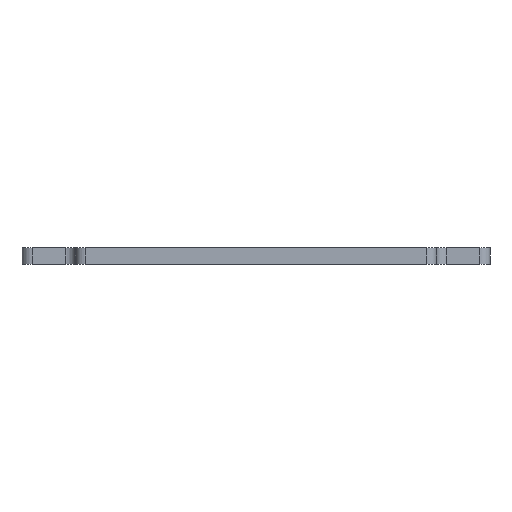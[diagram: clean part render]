
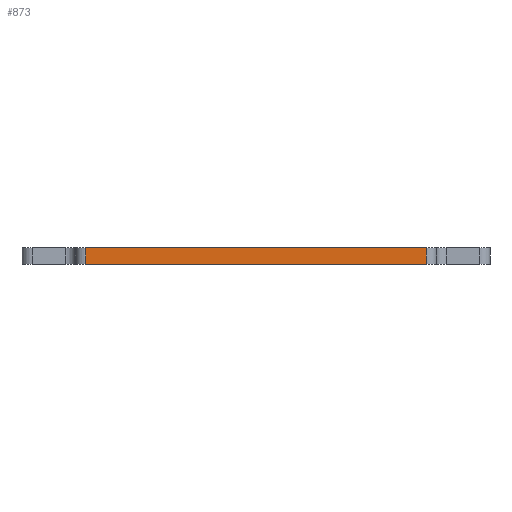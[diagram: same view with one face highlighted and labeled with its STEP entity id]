
A CAD part, front view. The second image highlights one B-rep face of the part: STEP entity #873.
In plain terms, the highlighted planar face has unit normal (0, -1, 0).
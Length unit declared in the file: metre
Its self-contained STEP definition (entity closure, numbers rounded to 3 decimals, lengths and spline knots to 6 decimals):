
#111=ORIENTED_EDGE('',*,*,#339,.T.);
#112=ORIENTED_EDGE('',*,*,#340,.T.);
#113=ORIENTED_EDGE('',*,*,#341,.F.);
#114=ORIENTED_EDGE('',*,*,#342,.T.);
#339=EDGE_CURVE('',#453,#454,#543,.T.);
#340=EDGE_CURVE('',#454,#455,#544,.F.);
#341=EDGE_CURVE('',#456,#455,#545,.T.);
#342=EDGE_CURVE('',#456,#453,#546,.T.);
#453=VERTEX_POINT('',#1325);
#454=VERTEX_POINT('',#1326);
#455=VERTEX_POINT('',#1328);
#456=VERTEX_POINT('',#1330);
#543=LINE('',#1324,#591);
#544=LINE('',#1327,#592);
#545=LINE('',#1329,#593);
#546=LINE('',#1331,#594);
#591=VECTOR('',#1050,1.);
#592=VECTOR('',#1051,1.);
#593=VECTOR('',#1052,1.);
#594=VECTOR('',#1053,1.);
#639=EDGE_LOOP('',(#111,#112,#113,#114));
#749=FACE_BOUND('',#639,.T.);
#859=PLANE('',#933);
#873=ADVANCED_FACE('',(#749),#859,.T.);
#933=AXIS2_PLACEMENT_3D('',#1323,#1048,#1049);
#1048=DIRECTION('',(0.,-1.,0.));
#1049=DIRECTION('',(1.,0.,0.));
#1050=DIRECTION('',(-1.,0.,0.));
#1051=DIRECTION('',(0.,0.,1.));
#1052=DIRECTION('',(-1.,0.,0.));
#1053=DIRECTION('',(0.,0.,1.));
#1323=CARTESIAN_POINT('',(0.,-0.07,0.005));
#1324=CARTESIAN_POINT('',(0.,-0.07,0.005));
#1325=CARTESIAN_POINT('',(0.051,-0.07,0.005));
#1326=CARTESIAN_POINT('',(-0.051,-0.07,0.005));
#1327=CARTESIAN_POINT('',(-0.051,-0.07,0.));
#1328=CARTESIAN_POINT('',(-0.051,-0.07,0.));
#1329=CARTESIAN_POINT('',(0.,-0.07,0.));
#1330=CARTESIAN_POINT('',(0.051,-0.07,0.));
#1331=CARTESIAN_POINT('',(0.051,-0.07,0.005));
